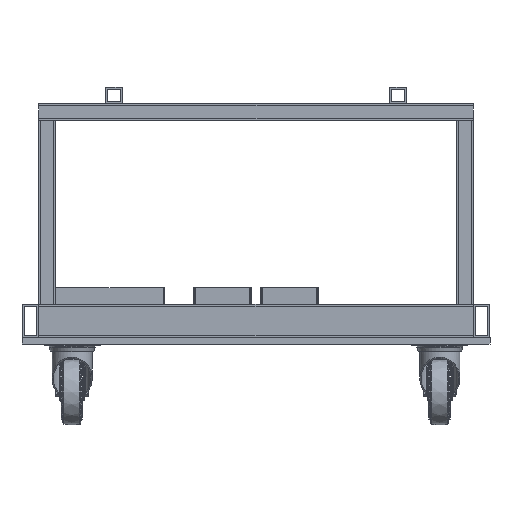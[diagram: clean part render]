
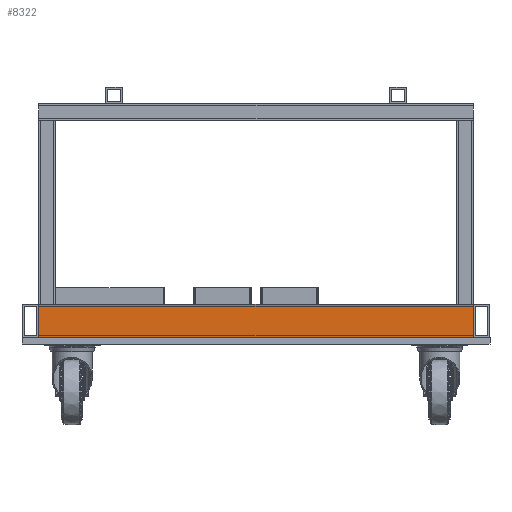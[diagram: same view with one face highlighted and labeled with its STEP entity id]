
A CAD part, front view. The second image highlights one B-rep face of the part: STEP entity #8322.
In plain terms, the highlighted face is planar.
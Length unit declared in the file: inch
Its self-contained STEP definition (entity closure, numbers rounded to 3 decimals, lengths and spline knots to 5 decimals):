
#631=PLANE('',#9350);
#1164=FACE_OUTER_BOUND('',#1703,.T.);
#1703=EDGE_LOOP('',(#7330,#7331,#7332,#7333));
#2323=LINE('',#14859,#2999);
#2326=LINE('',#14865,#3002);
#2329=LINE('',#14871,#3005);
#2332=LINE('',#14875,#3008);
#2999=VECTOR('',#11562,0.3937);
#3002=VECTOR('',#11567,0.3937);
#3005=VECTOR('',#11572,0.3937);
#3008=VECTOR('',#11577,0.3937);
#4179=VERTEX_POINT('',#14856);
#4180=VERTEX_POINT('',#14858);
#4182=VERTEX_POINT('',#14864);
#4184=VERTEX_POINT('',#14870);
#5245=EDGE_CURVE('',#4180,#4179,#2323,.T.);
#5248=EDGE_CURVE('',#4182,#4180,#2326,.T.);
#5251=EDGE_CURVE('',#4184,#4182,#2329,.T.);
#5254=EDGE_CURVE('',#4179,#4184,#2332,.T.);
#7330=ORIENTED_EDGE('',*,*,#5254,.T.);
#7331=ORIENTED_EDGE('',*,*,#5251,.T.);
#7332=ORIENTED_EDGE('',*,*,#5248,.T.);
#7333=ORIENTED_EDGE('',*,*,#5245,.T.);
#8322=ADVANCED_FACE('',(#1164),#631,.T.);
#9350=AXIS2_PLACEMENT_3D('',#14876,#11578,#11579);
#11562=DIRECTION('',(0.,-1.,0.));
#11567=DIRECTION('',(-1.,0.,0.));
#11572=DIRECTION('',(0.,1.,0.));
#11577=DIRECTION('',(1.,0.,0.));
#11578=DIRECTION('center_axis',(0.,0.,1.));
#11579=DIRECTION('ref_axis',(1.,0.,0.));
#14856=CARTESIAN_POINT('',(1.,-2.,1.));
#14858=CARTESIAN_POINT('',(1.,0.,1.));
#14859=CARTESIAN_POINT('',(1.,-2.,1.));
#14864=CARTESIAN_POINT('',(27.,0.,1.));
#14865=CARTESIAN_POINT('',(1.,0.,1.));
#14870=CARTESIAN_POINT('',(27.,-2.,1.));
#14871=CARTESIAN_POINT('',(27.,0.,1.));
#14875=CARTESIAN_POINT('',(27.,-2.,1.));
#14876=CARTESIAN_POINT('Origin',(14.,-1.,1.));
